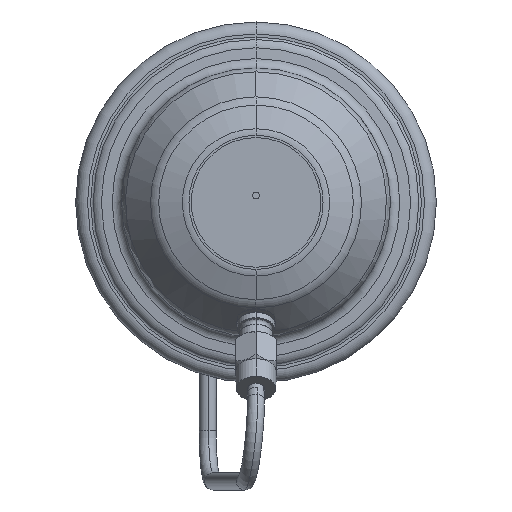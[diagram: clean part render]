
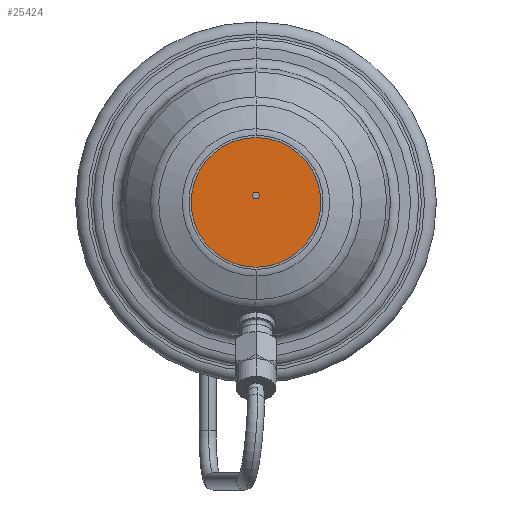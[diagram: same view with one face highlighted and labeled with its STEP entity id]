
A CAD part, front view. The second image highlights one B-rep face of the part: STEP entity #25424.
In plain terms, the highlighted planar face has unit normal (0, -1, 0).
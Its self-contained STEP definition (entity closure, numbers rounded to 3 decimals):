
#8139=CARTESIAN_POINT('',(0.,-96.982,0.));
#8140=DIRECTION('',(0.,-1.,0.));
#8141=DIRECTION('',(-1.,0.,0.));
#8142=AXIS2_PLACEMENT_3D('',#8139,#8140,#8141);
#8144=CARTESIAN_POINT('',(0.,-96.982,0.));
#8145=DIRECTION('',(0.,-1.,0.));
#8146=DIRECTION('',(1.,0.,0.));
#8147=AXIS2_PLACEMENT_3D('',#8144,#8145,#8146);
#8149=CARTESIAN_POINT('',(0.,-96.982,2.));
#8150=DIRECTION('',(0.,1.,0.));
#8151=DIRECTION('',(-1.,0.,0.));
#8152=AXIS2_PLACEMENT_3D('',#8149,#8150,#8151);
#8154=CARTESIAN_POINT('',(0.,-96.982,2.));
#8155=DIRECTION('',(0.,1.,0.));
#8156=DIRECTION('',(1.,0.,0.));
#8157=AXIS2_PLACEMENT_3D('',#8154,#8155,#8156);
#15695=CARTESIAN_POINT('',(-19.05,-96.982,0.));
#15696=CARTESIAN_POINT('',(19.05,-96.982,0.));
#15697=VERTEX_POINT('',#15695);
#15698=VERTEX_POINT('',#15696);
#15699=CARTESIAN_POINT('',(-1.,-96.982,2.));
#15700=CARTESIAN_POINT('',(1.,-96.982,2.));
#15701=VERTEX_POINT('',#15699);
#15702=VERTEX_POINT('',#15700);
#25409=CARTESIAN_POINT('',(0.,-96.982,0.));
#25410=DIRECTION('',(0.,-1.,0.));
#25411=DIRECTION('',(-1.,0.,0.));
#25412=AXIS2_PLACEMENT_3D('',#25409,#25410,#25411);
#25413=PLANE('',#25412);
#25414=ORIENTED_EDGE('',*,*,#25389,.F.);
#25415=ORIENTED_EDGE('',*,*,#25403,.F.);
#25416=EDGE_LOOP('',(#25414,#25415));
#25417=FACE_OUTER_BOUND('',#25416,.F.);
#25419=ORIENTED_EDGE('',*,*,#25418,.F.);
#25421=ORIENTED_EDGE('',*,*,#25420,.F.);
#25422=EDGE_LOOP('',(#25419,#25421));
#25423=FACE_BOUND('',#25422,.F.);
#25424=ADVANCED_FACE('',(#25417,#25423),#25413,.T.);
#8143=CIRCLE('',#8142,19.05);
#8148=CIRCLE('',#8147,19.05);
#8153=CIRCLE('',#8152,1.);
#8158=CIRCLE('',#8157,1.);
#25389=EDGE_CURVE('',#15697,#15698,#8143,.T.);
#25403=EDGE_CURVE('',#15698,#15697,#8148,.T.);
#25418=EDGE_CURVE('',#15701,#15702,#8153,.T.);
#25420=EDGE_CURVE('',#15702,#15701,#8158,.T.);
